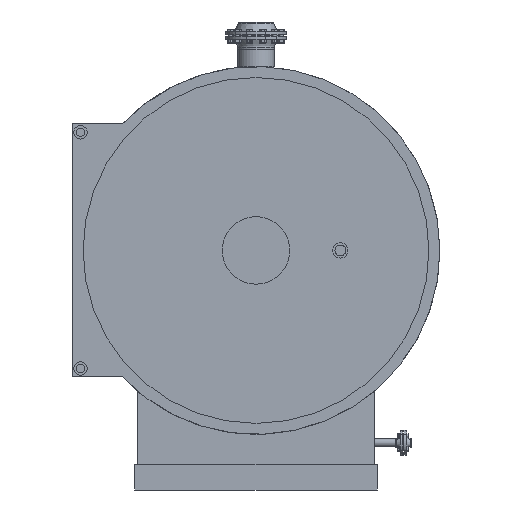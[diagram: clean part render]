
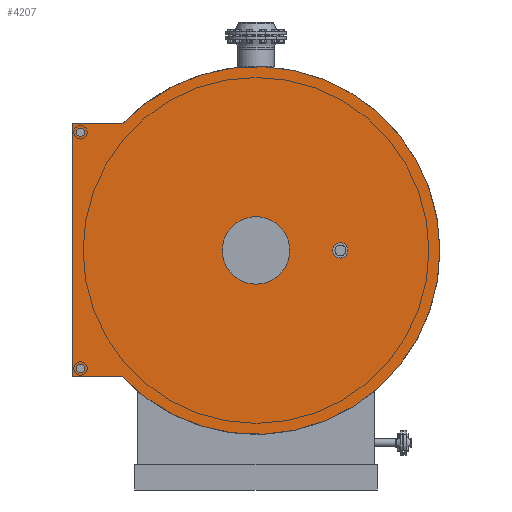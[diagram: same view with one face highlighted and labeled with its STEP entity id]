
A CAD part, front view. The second image highlights one B-rep face of the part: STEP entity #4207.
In plain terms, the highlighted planar face has unit normal (0, -1, 0).
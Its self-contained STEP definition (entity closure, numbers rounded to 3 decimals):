
#500=FACE_BOUND('',#1191,.T.);
#501=FACE_BOUND('',#1192,.T.);
#502=FACE_BOUND('',#1193,.T.);
#503=FACE_BOUND('',#1194,.T.);
#636=CIRCLE('',#4704,1090.);
#637=CIRCLE('',#4707,25.);
#639=CIRCLE('',#4710,25.);
#641=CIRCLE('',#4713,200.);
#646=CIRCLE('',#4726,45.);
#647=CIRCLE('',#4727,45.);
#929=FACE_OUTER_BOUND('',#1190,.T.);
#1190=EDGE_LOOP('',(#3183,#3184,#3185,#3186));
#1191=EDGE_LOOP('',(#3187));
#1192=EDGE_LOOP('',(#3188));
#1193=EDGE_LOOP('',(#3189));
#1194=EDGE_LOOP('',(#3190,#3191));
#1534=LINE('',#6913,#1759);
#1538=LINE('',#6920,#1763);
#1541=LINE('',#6929,#1766);
#1759=VECTOR('',#5503,10.);
#1763=VECTOR('',#5509,10.);
#1766=VECTOR('',#5520,10.);
#2001=VERTEX_POINT('',#6910);
#2002=VERTEX_POINT('',#6912);
#2004=VERTEX_POINT('',#6918);
#2006=VERTEX_POINT('',#6924);
#2007=VERTEX_POINT('',#6931);
#2009=VERTEX_POINT('',#6937);
#2011=VERTEX_POINT('',#6943);
#2016=VERTEX_POINT('',#6964);
#2017=VERTEX_POINT('',#6965);
#2428=EDGE_CURVE('',#2002,#2001,#1534,.T.);
#2432=EDGE_CURVE('',#2001,#2004,#1538,.T.);
#2435=EDGE_CURVE('',#2004,#2006,#636,.T.);
#2437=EDGE_CURVE('',#2006,#2002,#1541,.T.);
#2438=EDGE_CURVE('',#2007,#2007,#637,.T.);
#2441=EDGE_CURVE('',#2009,#2009,#639,.T.);
#2444=EDGE_CURVE('',#2011,#2011,#641,.T.);
#2452=EDGE_CURVE('',#2016,#2017,#646,.T.);
#2453=EDGE_CURVE('',#2017,#2016,#647,.T.);
#3183=ORIENTED_EDGE('',*,*,#2428,.T.);
#3184=ORIENTED_EDGE('',*,*,#2432,.T.);
#3185=ORIENTED_EDGE('',*,*,#2435,.T.);
#3186=ORIENTED_EDGE('',*,*,#2437,.T.);
#3187=ORIENTED_EDGE('',*,*,#2444,.T.);
#3188=ORIENTED_EDGE('',*,*,#2441,.T.);
#3189=ORIENTED_EDGE('',*,*,#2438,.T.);
#3190=ORIENTED_EDGE('',*,*,#2452,.T.);
#3191=ORIENTED_EDGE('',*,*,#2453,.T.);
#4061=PLANE('',#4725);
#4207=ADVANCED_FACE('',(#929,#500,#501,#502,#503),#4061,.T.);
#4704=AXIS2_PLACEMENT_3D('',#6926,#5515,#5516);
#4707=AXIS2_PLACEMENT_3D('',#6932,#5523,#5524);
#4710=AXIS2_PLACEMENT_3D('',#6938,#5530,#5531);
#4713=AXIS2_PLACEMENT_3D('',#6944,#5537,#5538);
#4725=AXIS2_PLACEMENT_3D('',#6963,#5564,#5565);
#4726=AXIS2_PLACEMENT_3D('',#6966,#5566,#5567);
#4727=AXIS2_PLACEMENT_3D('',#6967,#5568,#5569);
#5503=DIRECTION('',(0.,0.,-1.));
#5509=DIRECTION('',(1.,0.,0.));
#5515=DIRECTION('center_axis',(0.,-1.,0.));
#5516=DIRECTION('ref_axis',(-0.726,0.,-0.688));
#5520=DIRECTION('',(-1.,0.,0.));
#5523=DIRECTION('center_axis',(0.,1.,0.));
#5524=DIRECTION('ref_axis',(-1.,0.,0.));
#5530=DIRECTION('center_axis',(0.,1.,0.));
#5531=DIRECTION('ref_axis',(-1.,0.,0.));
#5537=DIRECTION('center_axis',(0.,1.,0.));
#5538=DIRECTION('ref_axis',(-1.,0.,0.));
#5564=DIRECTION('center_axis',(0.,-1.,0.));
#5565=DIRECTION('ref_axis',(0.,0.,-1.));
#5566=DIRECTION('center_axis',(0.,1.,0.));
#5567=DIRECTION('ref_axis',(1.,0.,0.));
#5568=DIRECTION('center_axis',(0.,1.,0.));
#5569=DIRECTION('ref_axis',(1.,0.,0.));
#6910=CARTESIAN_POINT('',(-1810.,-1220.,670.));
#6912=CARTESIAN_POINT('',(-1810.,-1220.,2170.));
#6913=CARTESIAN_POINT('',(-1810.,-1220.,2170.));
#6918=CARTESIAN_POINT('',(-1510.949,-1220.,670.));
#6920=CARTESIAN_POINT('',(-1810.,-1220.,670.));
#6924=CARTESIAN_POINT('',(-1510.949,-1220.,2170.));
#6926=CARTESIAN_POINT('Origin',(-720.,-1220.,1420.));
#6929=CARTESIAN_POINT('',(-1510.949,-1220.,2170.));
#6931=CARTESIAN_POINT('',(-1735.,-1220.,2120.));
#6932=CARTESIAN_POINT('Origin',(-1760.,-1220.,2120.));
#6937=CARTESIAN_POINT('',(-1735.,-1220.,720.));
#6938=CARTESIAN_POINT('Origin',(-1760.,-1220.,720.));
#6943=CARTESIAN_POINT('',(-520.,-1220.,1420.));
#6944=CARTESIAN_POINT('Origin',(-720.,-1220.,1420.));
#6963=CARTESIAN_POINT('Origin',(-720.,-1220.,1420.));
#6964=CARTESIAN_POINT('',(-175.,-1220.,1420.));
#6965=CARTESIAN_POINT('',(-265.,-1220.,1420.));
#6966=CARTESIAN_POINT('Origin',(-220.,-1220.,1420.));
#6967=CARTESIAN_POINT('Origin',(-220.,-1220.,1420.));
